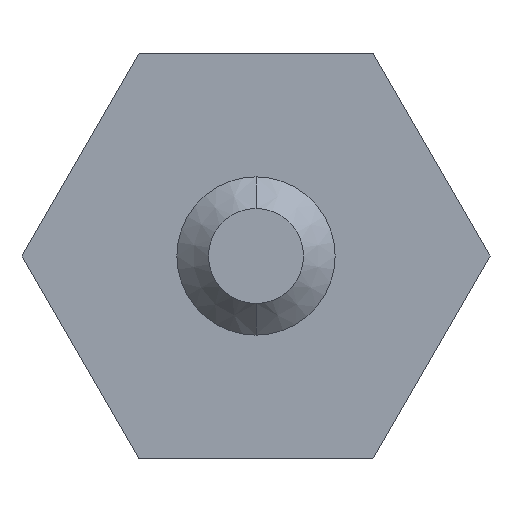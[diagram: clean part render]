
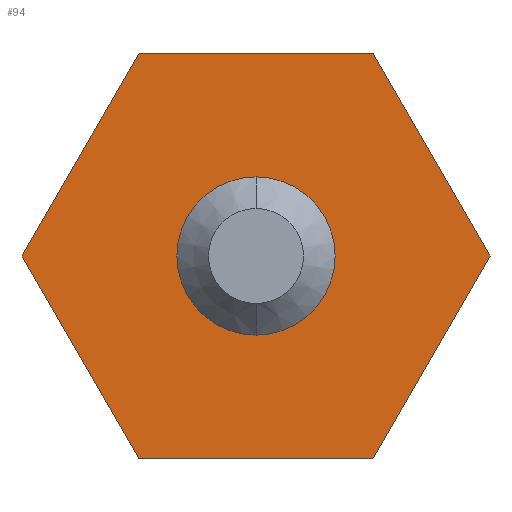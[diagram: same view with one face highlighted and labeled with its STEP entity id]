
A CAD part, front view. The second image highlights one B-rep face of the part: STEP entity #94.
In plain terms, the highlighted planar face has unit normal (0, -1, 0).
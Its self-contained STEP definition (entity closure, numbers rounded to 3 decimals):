
#3 = DIRECTION ( 'NONE',  ( 0., 0., 1. ) ) ;
#8 = VERTEX_POINT ( 'NONE', #369 ) ;
#17 = DIRECTION ( 'NONE',  ( -0.5, 0., -0.866 ) ) ;
#20 = VERTEX_POINT ( 'NONE', #366 ) ;
#38 = DIRECTION ( 'NONE',  ( -0.5, 0., 0.866 ) ) ;
#48 = LINE ( 'NONE', #323, #309 ) ;
#66 = EDGE_CURVE ( 'NONE', #277, #306, #48, .T. ) ;
#91 = VECTOR ( 'NONE', #141, 1000. ) ;
#94 = ADVANCED_FACE ( 'NONE', ( #489, #120 ), #326, .F. ) ;
#96 = ORIENTED_EDGE ( 'NONE', *, *, #66, .F. ) ;
#111 = VERTEX_POINT ( 'NONE', #241 ) ;
#112 = CARTESIAN_POINT ( 'NONE',  ( -1.848, 0., -3.2 ) ) ;
#120 = FACE_OUTER_BOUND ( 'NONE', #271, .T. ) ;
#130 = CARTESIAN_POINT ( 'NONE',  ( -3.695, 0., 0. ) ) ;
#132 = LINE ( 'NONE', #423, #517 ) ;
#141 = DIRECTION ( 'NONE',  ( 0.5, 0., -0.866 ) ) ;
#143 = EDGE_CURVE ( 'NONE', #360, #111, #170, .T. ) ;
#149 = EDGE_CURVE ( 'NONE', #231, #20, #218, .T. ) ;
#150 = CARTESIAN_POINT ( 'NONE',  ( 1.848, 0., 3.2 ) ) ;
#153 = AXIS2_PLACEMENT_3D ( 'NONE', #154, #311, #478 ) ;
#154 = CARTESIAN_POINT ( 'NONE',  ( 0., 0., 0. ) ) ;
#155 = ORIENTED_EDGE ( 'NONE', *, *, #516, .F. ) ;
#160 = AXIS2_PLACEMENT_3D ( 'NONE', #253, #217, #508 ) ;
#170 = LINE ( 'NONE', #496, #91 ) ;
#171 = EDGE_CURVE ( 'NONE', #111, #8, #297, .T. ) ;
#173 = DIRECTION ( 'NONE',  ( 0.5, 0., 0.866 ) ) ;
#191 = CARTESIAN_POINT ( 'NONE',  ( -3.695, 0., 0. ) ) ;
#197 = ORIENTED_EDGE ( 'NONE', *, *, #171, .F. ) ;
#213 = DIRECTION ( 'NONE',  ( 1., 0., 0. ) ) ;
#217 = DIRECTION ( 'NONE',  ( 0., -1., 0. ) ) ;
#218 = CIRCLE ( 'NONE', #160, 1.25 ) ;
#220 = ORIENTED_EDGE ( 'NONE', *, *, #149, .F. ) ;
#231 = VERTEX_POINT ( 'NONE', #347 ) ;
#241 = CARTESIAN_POINT ( 'NONE',  ( 3.695, 0., 0. ) ) ;
#248 = EDGE_CURVE ( 'NONE', #505, #360, #132, .T. ) ;
#251 = CARTESIAN_POINT ( 'NONE',  ( 3.695, 0., 0. ) ) ;
#253 = CARTESIAN_POINT ( 'NONE',  ( 0., 0., 0. ) ) ;
#265 = ORIENTED_EDGE ( 'NONE', *, *, #335, .F. ) ;
#271 = EDGE_LOOP ( 'NONE', ( #382, #314, #155, #96, #379, #197 ) ) ;
#277 = VERTEX_POINT ( 'NONE', #112 ) ;
#278 = CARTESIAN_POINT ( 'NONE',  ( 1.848, 0., -3.2 ) ) ;
#280 = CARTESIAN_POINT ( 'NONE',  ( 0., 0., 0. ) ) ;
#295 = CARTESIAN_POINT ( 'NONE',  ( -1.848, 0., 3.2 ) ) ;
#297 = LINE ( 'NONE', #251, #458 ) ;
#300 = AXIS2_PLACEMENT_3D ( 'NONE', #280, #454, #3 ) ;
#306 = VERTEX_POINT ( 'NONE', #191 ) ;
#309 = VECTOR ( 'NONE', #38, 1000. ) ;
#311 = DIRECTION ( 'NONE',  ( 0., -1., 0. ) ) ;
#314 = ORIENTED_EDGE ( 'NONE', *, *, #248, .F. ) ;
#323 = CARTESIAN_POINT ( 'NONE',  ( -1.848, 0., -3.2 ) ) ;
#326 = PLANE ( 'NONE',  #300 ) ;
#335 = EDGE_CURVE ( 'NONE', #20, #231, #493, .T. ) ;
#345 = EDGE_LOOP ( 'NONE', ( #265, #220 ) ) ;
#347 = CARTESIAN_POINT ( 'NONE',  ( 0., 0., -1.25 ) ) ;
#360 = VERTEX_POINT ( 'NONE', #150 ) ;
#366 = CARTESIAN_POINT ( 'NONE',  ( 0., 0., 1.25 ) ) ;
#369 = CARTESIAN_POINT ( 'NONE',  ( 1.848, 0., -3.2 ) ) ;
#371 = LINE ( 'NONE', #278, #374 ) ;
#374 = VECTOR ( 'NONE', #523, 1000. ) ;
#379 = ORIENTED_EDGE ( 'NONE', *, *, #392, .F. ) ;
#382 = ORIENTED_EDGE ( 'NONE', *, *, #143, .F. ) ;
#392 = EDGE_CURVE ( 'NONE', #8, #277, #371, .T. ) ;
#417 = VECTOR ( 'NONE', #173, 1000. ) ;
#420 = LINE ( 'NONE', #130, #417 ) ;
#423 = CARTESIAN_POINT ( 'NONE',  ( -1.848, 0., 3.2 ) ) ;
#454 = DIRECTION ( 'NONE',  ( 0., 1., 0. ) ) ;
#458 = VECTOR ( 'NONE', #17, 1000. ) ;
#478 = DIRECTION ( 'NONE',  ( 0., 0., -1. ) ) ;
#489 = FACE_BOUND ( 'NONE', #345, .T. ) ;
#493 = CIRCLE ( 'NONE', #153, 1.25 ) ;
#496 = CARTESIAN_POINT ( 'NONE',  ( 1.848, 0., 3.2 ) ) ;
#505 = VERTEX_POINT ( 'NONE', #295 ) ;
#508 = DIRECTION ( 'NONE',  ( 0., 0., -1. ) ) ;
#516 = EDGE_CURVE ( 'NONE', #306, #505, #420, .T. ) ;
#517 = VECTOR ( 'NONE', #213, 1000. ) ;
#523 = DIRECTION ( 'NONE',  ( -1., 0., 0. ) ) ;
